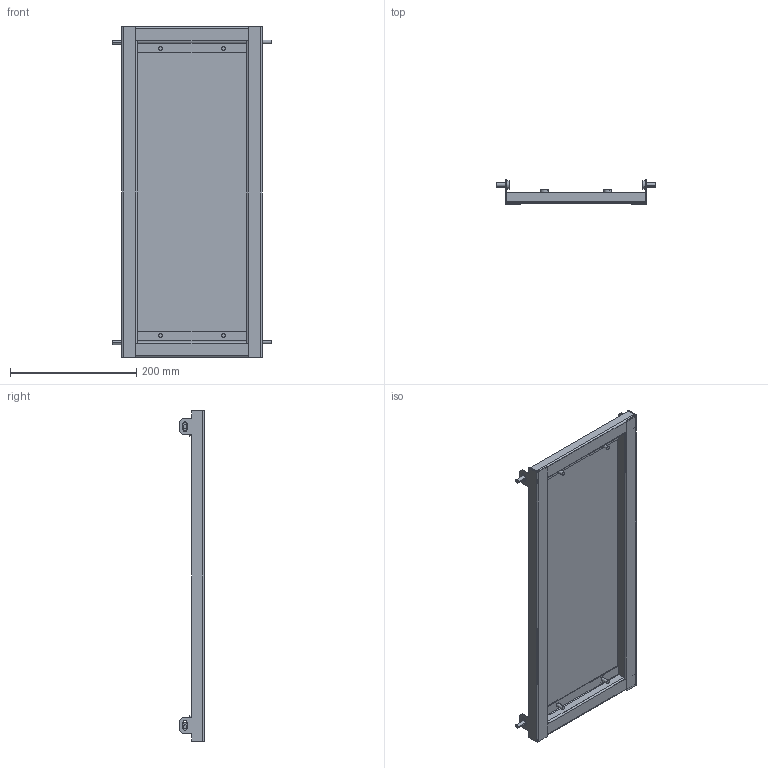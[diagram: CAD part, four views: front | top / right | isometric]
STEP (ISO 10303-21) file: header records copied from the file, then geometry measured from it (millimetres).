
FILE_DESCRIPTION (( 'STEP AP214' ), '1' );
FILE_NAME ('PB3D600 Ïàíåëü íèæíÿÿ ãëóõàÿ.step', '2020-11-05T18:39:38', ( '' ), ( '' ), 'SwSTEP 2.0', 'SolidWorks 2019', '' );
FILE_SCHEMA (( 'AUTOMOTIVE_DESIGN' ));
Length unit declared in the file: millimetre
Products named in the file (19): Âèíò ñàìîíàðåçàþùèé Ì6 DIN 7516À; AVT010.06.00.03 赶鎀鍧_00; AVT010.06.00.03 赶鎀鍧; AVT010.07.00.02 眈翴錪_00; AVT001.06.00.01 Óãîëîê_èçâ0136_10.20; AVT010.07.00.02 眈翴錪; AVT010.06.01.00 冓憵_00; PB3D600 Ïàíåëü íèæíÿÿ ãëóõàÿ; AVT001.06.00.01 Óãîëîê_èçâ0136_10.20_00; Âèíò ñàìîíàðåçàþùèé Ì6 DIN 7516À_6å16
Assembly tree (14 placements, depth 3):
  Âèíò ñàìîíàðåçàþùèé Ì6 DIN 7516À
  AVT010.06.00.03 赶鎀鍧
  Âèíò ñàìîíàðåçàþùèé Ì6 DIN 7516À
  Âèíò ñàìîíàðåçàþùèé Ì6 DIN 7516À
  Âèíò ñàìîíàðåçàþùèé Ì6 DIN 7516À
Bounding box: 252 x 39 x 523 mm (x, y, z)
Volume: 286223.8 mm3; surface area: 386165.7 mm2
Topology: 13 solids, 13 shells, 378 faces, 952 edges, 608 vertices
Faces by surface type: plane 282, cylinder 80, sphere 16
Entity records: 4909 total; most frequent: DIRECTION 804, CARTESIAN_POINT 784, ORIENTED_EDGE 756, EDGE_CURVE 378, LINE 292, VECTOR 292, AXIS2_PLACEMENT_3D 256, VERTEX_POINT 236
